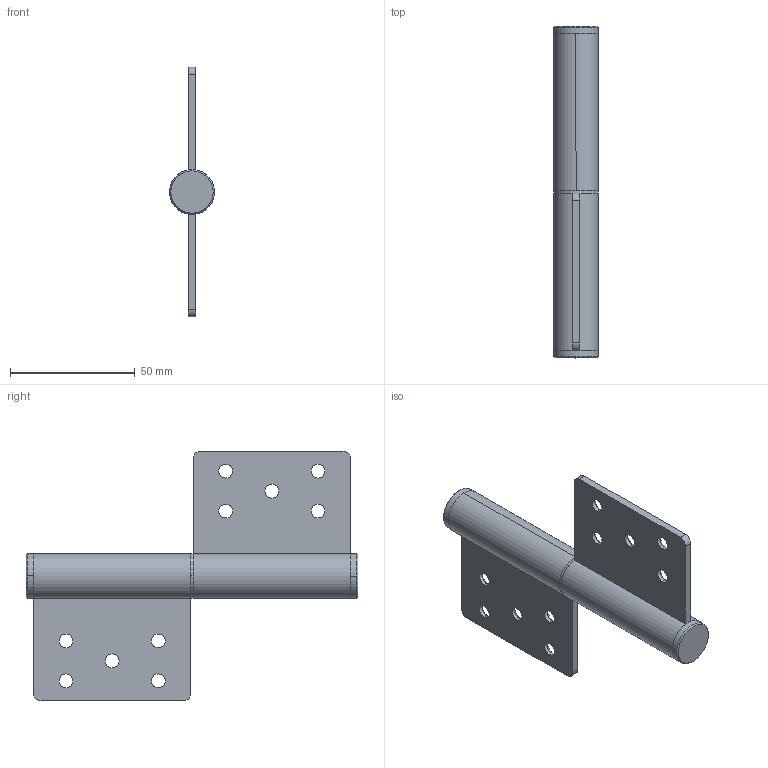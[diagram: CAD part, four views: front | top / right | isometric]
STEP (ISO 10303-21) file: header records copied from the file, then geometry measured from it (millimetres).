
FILE_DESCRIPTION (( 'STEP AP203' ), '1' );
FILE_NAME ('B-1519-1-R.STEP', '2008-12-12T02:10:17', ( ' ' ), ( ' ' ), 'SwSTEP 2.0', 'SolidWorks 2007', '' );
FILE_SCHEMA (( 'CONFIG_CONTROL_DESIGN' ));
Length unit declared in the file: millimetre
Products named in the file (5): B-1519-1僔儍僼僩__棉太倌; B-1519-1僸儞僕__棉太倌; B-1519-1儚僢僔儍乕__棉太倌; B-1519-1-R; B-1519-0僉儍僢僾_棉太倌
Assembly tree (6 placements, depth 2):
  B-1519-1-R
    B-1519-1僸儞僕__棉太倌  x2
    B-1519-1儚僢僔儍乕__棉太倌
    B-1519-0僉儍僢僾_棉太倌  x2
    B-1519-1僔儍僼僩__棉太倌
Bounding box: 18 x 133 x 100 mm (x, y, z)
Volume: 48035.3 mm3; surface area: 29749.7 mm2
Topology: 6 solids, 6 shells, 92 faces, 208 edges, 130 vertices
Faces by surface type: cylinder 46, cone 24, plane 20, torus 2
Entity records: 2070 total; most frequent: DIRECTION 305, CARTESIAN_POINT 248, ORIENTED_EDGE 230, AXIS2_PLACEMENT_3D 129, EDGE_CURVE 115, VERTEX_POINT 72, CIRCLE 68, EDGE_LOOP 67
